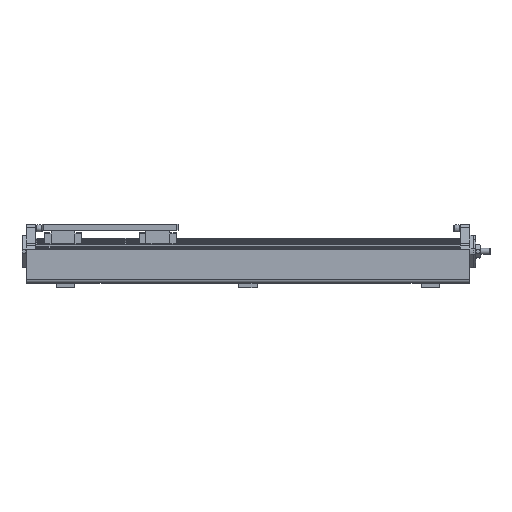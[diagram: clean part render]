
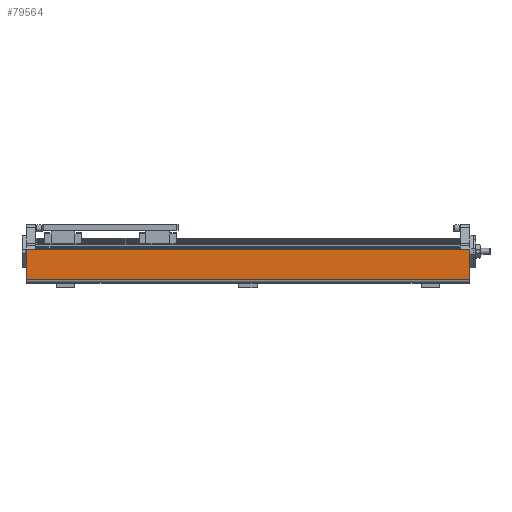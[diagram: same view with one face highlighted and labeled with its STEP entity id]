
A CAD part, left-side view. The second image highlights one B-rep face of the part: STEP entity #79564.
In plain terms, the highlighted planar face has unit normal (-1, 0, 0).
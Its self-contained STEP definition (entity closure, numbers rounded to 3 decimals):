
#4007=CARTESIAN_POINT('',(31.994,285.,90.532));
#4008=VERTEX_POINT('',#4007);
#4015=CARTESIAN_POINT('',(31.994,285.,40.532));
#4016=VERTEX_POINT('',#4015);
#4017=CARTESIAN_POINT('',(31.994,285.,40.532));
#4018=DIRECTION('',(0.0,0.0,1.0));
#4019=VECTOR('',#4018,50.);
#4020=LINE('',#4017,#4019);
#4021=EDGE_CURVE('',#4016,#4008,#4020,.T.);
#5663=CARTESIAN_POINT('',(31.994,1015.,90.532));
#5664=VERTEX_POINT('',#5663);
#5780=CARTESIAN_POINT('',(31.994,1015.,40.532));
#5781=VERTEX_POINT('',#5780);
#5789=CARTESIAN_POINT('',(31.994,1015.,90.532));
#5790=DIRECTION('',(0.0,0.0,-1.0));
#5791=VECTOR('',#5790,50.);
#5792=LINE('',#5789,#5791);
#5793=EDGE_CURVE('',#5664,#5781,#5792,.T.);
#6358=CARTESIAN_POINT('',(31.994,300.,89.732));
#6359=VERTEX_POINT('',#6358);
#6369=CARTESIAN_POINT('',(31.994,300.,90.532));
#6370=VERTEX_POINT('',#6369);
#6371=CARTESIAN_POINT('',(31.994,300.,90.532));
#6372=DIRECTION('',(0.,0.,-1.0));
#6373=VECTOR('',#6372,0.8);
#6374=LINE('',#6371,#6373);
#6375=EDGE_CURVE('',#6370,#6359,#6374,.T.);
#73191=CARTESIAN_POINT('',(31.994,1000.,89.732));
#73192=VERTEX_POINT('',#73191);
#73200=CARTESIAN_POINT('',(31.994,1000.,90.532));
#73201=VERTEX_POINT('',#73200);
#73208=CARTESIAN_POINT('',(31.994,1000.,89.732));
#73209=DIRECTION('',(0.,0.0,1.0));
#73210=VECTOR('',#73209,0.8);
#73211=LINE('',#73208,#73210);
#73212=EDGE_CURVE('',#73192,#73201,#73211,.T.);
#78349=CARTESIAN_POINT('',(31.994,300.,90.532));
#78350=DIRECTION('',(0.0,-1.0,0.0));
#78351=VECTOR('',#78350,15.0);
#78352=LINE('',#78349,#78351);
#78353=EDGE_CURVE('',#6370,#4008,#78352,.T.);
#78374=CARTESIAN_POINT('',(31.994,1015.,90.532));
#78375=DIRECTION('',(0.0,-1.0,0.0));
#78376=VECTOR('',#78375,15.0);
#78377=LINE('',#78374,#78376);
#78378=EDGE_CURVE('',#5664,#73201,#78377,.T.);
#78408=CARTESIAN_POINT('',(31.994,1000.,89.732));
#78409=DIRECTION('',(0.0,-1.0,0.0));
#78410=VECTOR('',#78409,700.0);
#78411=LINE('',#78408,#78410);
#78412=EDGE_CURVE('',#73192,#6359,#78411,.T.);
#79544=CARTESIAN_POINT('',(31.994,1002.5,34.532));
#79545=DIRECTION('',(-1.0,0.0,0.0));
#79546=DIRECTION('',(0.0,-1.0,0.0));
#79547=AXIS2_PLACEMENT_3D('',#79544,#79545,#79546);
#79548=PLANE('',#79547);
#79549=CARTESIAN_POINT('',(31.994,285.,40.532));
#79550=DIRECTION('',(0.0,1.0,0.0));
#79551=VECTOR('',#79550,730.);
#79552=LINE('',#79549,#79551);
#79553=EDGE_CURVE('',#4016,#5781,#79552,.T.);
#79554=ORIENTED_EDGE('',*,*,#79553,.F.);
#79555=ORIENTED_EDGE('',*,*,#4021,.T.);
#79556=ORIENTED_EDGE('',*,*,#78353,.F.);
#79557=ORIENTED_EDGE('',*,*,#6375,.T.);
#79558=ORIENTED_EDGE('',*,*,#78412,.F.);
#79559=ORIENTED_EDGE('',*,*,#73212,.T.);
#79560=ORIENTED_EDGE('',*,*,#78378,.F.);
#79561=ORIENTED_EDGE('',*,*,#5793,.T.);
#79562=EDGE_LOOP('',(#79554,#79555,#79556,#79557,#79558,#79559,#79560,#79561));
#79563=FACE_OUTER_BOUND('',#79562,.T.);
#79564=ADVANCED_FACE('',(#79563),#79548,.T.);
